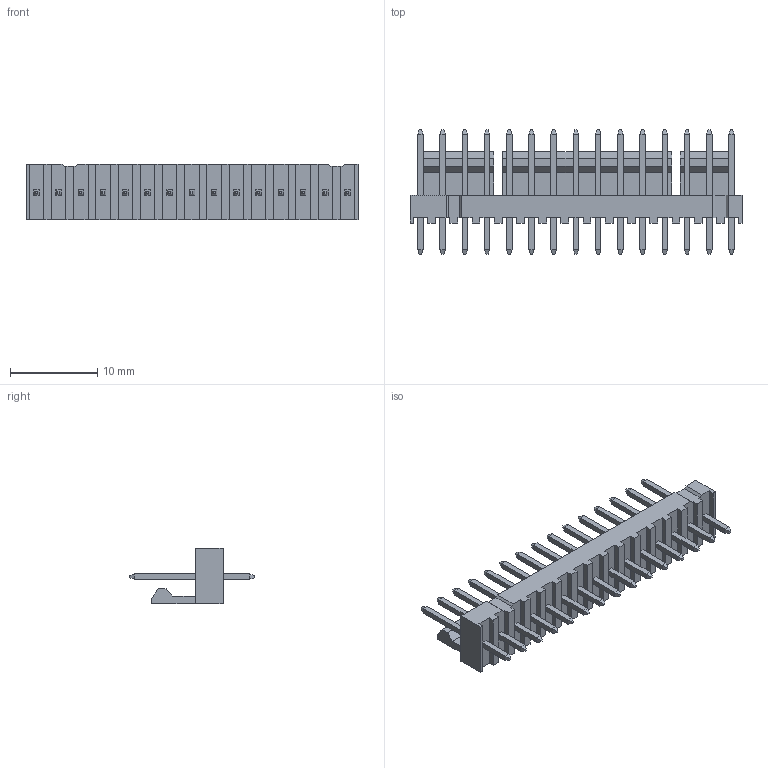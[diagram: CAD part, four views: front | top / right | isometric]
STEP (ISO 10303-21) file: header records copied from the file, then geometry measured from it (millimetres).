
FILE_DESCRIPTION(('STEP AP242'),'1');
FILE_NAME('0022232151.stp','2025-01-23T19:35:13',('TraceParts'),('TraceParts S.A.'),'Spatial InterOp 3D',' ',' ');
FILE_SCHEMA(('AP242_MANAGED_MODEL_BASED_3D_ENGINEERING_MIM_LF {1 0 10303 442 1 1 4}'));
Length unit declared in the file: millimetre
Products named in the file (1): 0022232151_1
Bounding box: 37.95 x 14.22 x 6.35 mm (x, y, z)
Volume: 922.1 mm3; surface area: 1668.1 mm2
Topology: 1 solids, 1 shells, 365 faces, 909 edges, 606 vertices
Faces by surface type: plane 365
Entity records: 10495 total; most frequent: CARTESIAN_POINT 1822, ORIENTED_EDGE 1758, DIRECTION 1673, EDGE_CURVE 879, LINE 879, VECTOR 879, VERTEX_POINT 546, AXIS2_PLACEMENT_3D 397
